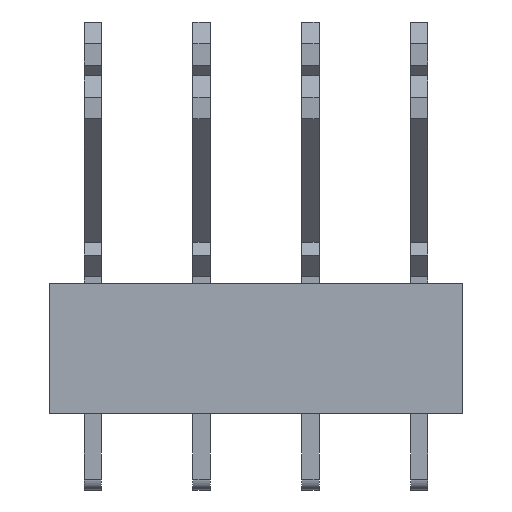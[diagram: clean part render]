
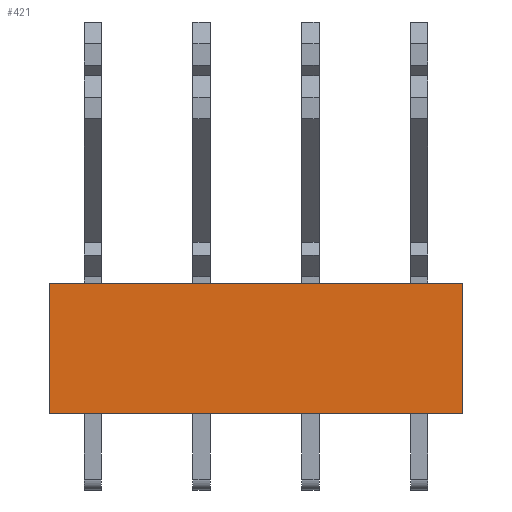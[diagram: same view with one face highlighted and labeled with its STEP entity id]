
A CAD part, front view. The second image highlights one B-rep face of the part: STEP entity #421.
In plain terms, the highlighted planar face has unit normal (0, -1, 0).
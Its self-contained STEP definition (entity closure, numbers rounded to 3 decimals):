
#408=AXIS2_PLACEMENT_3D('Plane Axis2P3D',#405,#406,#407) ;
#42=CARTESIAN_POINT('Vertex',(19.,5.212,3.5)) ;
#45=CARTESIAN_POINT('Line Origine',(9.5,5.212,3.5)) ;
#49=CARTESIAN_POINT('Vertex',(0.,5.212,3.5)) ;
#348=CARTESIAN_POINT('Line Origine',(19.,5.212,6.5)) ;
#352=CARTESIAN_POINT('Vertex',(19.,5.212,9.5)) ;
#383=CARTESIAN_POINT('Vertex',(0.,5.212,9.5)) ;
#393=CARTESIAN_POINT('Line Origine',(0.,5.212,6.5)) ;
#405=CARTESIAN_POINT('Axis2P3D Location',(0.,5.212,9.5)) ;
#410=CARTESIAN_POINT('Line Origine',(9.5,5.212,9.5)) ;
#46=DIRECTION('Vector Direction',(1.,0.,0.)) ;
#349=DIRECTION('Vector Direction',(0.,0.,-1.)) ;
#394=DIRECTION('Vector Direction',(0.,0.,-1.)) ;
#406=DIRECTION('Axis2P3D Direction',(0.,-1.,0.)) ;
#407=DIRECTION('Axis2P3D XDirection',(0.,0.,-1.)) ;
#411=DIRECTION('Vector Direction',(1.,0.,0.)) ;
#47=VECTOR('Line Direction',#46,1.) ;
#350=VECTOR('Line Direction',#349,1.) ;
#395=VECTOR('Line Direction',#394,1.) ;
#412=VECTOR('Line Direction',#411,1.) ;
#416=ORIENTED_EDGE('',*,*,#354,.T.) ;
#417=ORIENTED_EDGE('',*,*,#414,.F.) ;
#418=ORIENTED_EDGE('',*,*,#397,.F.) ;
#419=ORIENTED_EDGE('',*,*,#51,.T.) ;
#421=ADVANCED_FACE('_PCF 5.00/04/135 3.5 OR 9511810000',(#420),#409,.T.) ;
#51=EDGE_CURVE('',#50,#43,#48,.T.) ;
#354=EDGE_CURVE('',#43,#353,#351,.F.) ;
#397=EDGE_CURVE('',#50,#384,#396,.F.) ;
#414=EDGE_CURVE('',#384,#353,#413,.T.) ;
#415=EDGE_LOOP('',(#416,#417,#418,#419)) ;
#420=FACE_OUTER_BOUND('',#415,.T.) ;
#48=LINE('Line',#45,#47) ;
#351=LINE('Line',#348,#350) ;
#396=LINE('Line',#393,#395) ;
#413=LINE('Line',#410,#412) ;
#409=PLANE('',#408) ;
#43=VERTEX_POINT('',#42) ;
#50=VERTEX_POINT('',#49) ;
#353=VERTEX_POINT('',#352) ;
#384=VERTEX_POINT('',#383) ;
